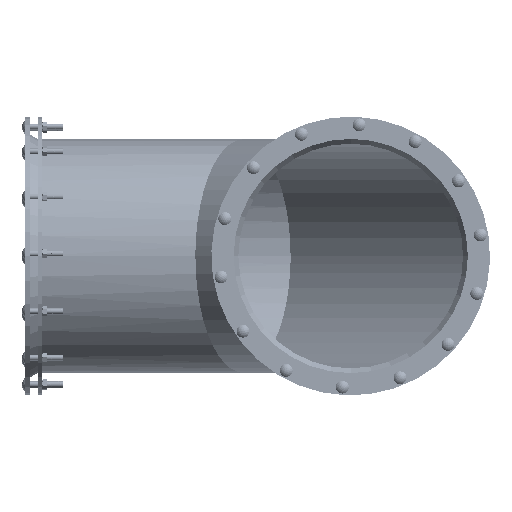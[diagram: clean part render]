
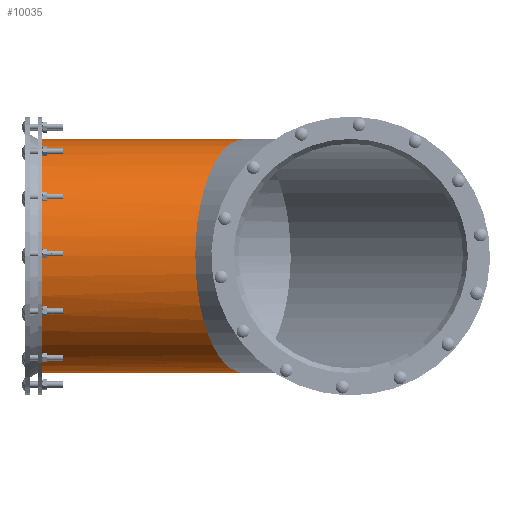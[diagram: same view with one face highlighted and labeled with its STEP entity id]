
A CAD part, front view. The second image highlights one B-rep face of the part: STEP entity #10035.
In plain terms, the highlighted cylindrical face has radius 194.31 mm (diameter 388.62 mm), a partial arc.
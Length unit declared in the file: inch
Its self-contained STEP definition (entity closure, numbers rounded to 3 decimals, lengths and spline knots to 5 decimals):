
#39 = DIRECTION ( 'NONE',  ( 1., 0., 0. ) ) ;
#385 = EDGE_CURVE ( 'NONE', #638, #10208, #6024, .T. ) ;
#390 = CARTESIAN_POINT ( 'NONE',  ( 10.33127, -7.65, 0. ) ) ;
#638 = VERTEX_POINT ( 'NONE', #16994 ) ;
#1123 = ORIENTED_EDGE ( 'NONE', *, *, #11489, .F. ) ;
#2034 = CARTESIAN_POINT ( 'NONE',  ( 13.5, 0., -7.65 ) ) ;
#2106 = DIRECTION ( 'NONE',  ( 1., 0., 0. ) ) ;
#2353 = EDGE_CURVE ( 'NONE', #7913, #12103, #6103, .T. ) ;
#2653 = AXIS2_PLACEMENT_3D ( 'NONE', #17530, #12075, #7900 ) ;
#3281 = CARTESIAN_POINT ( 'NONE',  ( 13.5, 0., 7.65 ) ) ;
#3463 = ORIENTED_EDGE ( 'NONE', *, *, #385, .F. ) ;
#3501 = EDGE_LOOP ( 'NONE', ( #10885, #15787, #7618, #3463, #1123 ) ) ;
#5320 = CARTESIAN_POINT ( 'NONE',  ( 11.6438, -4.48127, -7.65 ) ) ;
#5586 = CARTESIAN_POINT ( 'NONE',  ( 0., 0., 0. ) ) ;
#5745 = LINE ( 'NONE', #12419, #17139 ) ;
#6024 =( BOUNDED_CURVE ( )  B_SPLINE_CURVE ( 3, ( #13360, #8200, #5320, #10838 ),
 .UNSPECIFIED., .F., .T. ) 
 B_SPLINE_CURVE_WITH_KNOTS ( ( 4, 4 ),
 ( 3.14159, 4.71239 ),
 .UNSPECIFIED. ) 
 CURVE ( )  GEOMETRIC_REPRESENTATION_ITEM ( )  RATIONAL_B_SPLINE_CURVE ( ( 1., 0.805, 0.805, 1. ) ) 
 REPRESENTATION_ITEM ( '' )  );
#6103 = CIRCLE ( 'NONE', #15869, 7.65 ) ;
#6559 = CYLINDRICAL_SURFACE ( 'NONE', #2653, 7.65 ) ;
#7353 = CARTESIAN_POINT ( 'NONE',  ( 11.6438, -4.48127, 7.65 ) ) ;
#7448 = LINE ( 'NONE', #14468, #17144 ) ;
#7618 = ORIENTED_EDGE ( 'NONE', *, *, #12742, .T. ) ;
#7900 = DIRECTION ( 'NONE',  ( 0., 0., -1. ) ) ;
#7913 = VERTEX_POINT ( 'NONE', #12077 ) ;
#8044 = EDGE_CURVE ( 'NONE', #12103, #10954, #5745, .T. ) ;
#8200 = CARTESIAN_POINT ( 'NONE',  ( 10.33127, -7.65, -4.48127 ) ) ;
#10035 = ADVANCED_FACE ( 'NONE', ( #10723 ), #6559, .T. ) ;
#10208 = VERTEX_POINT ( 'NONE', #2034 ) ;
#10723 = FACE_OUTER_BOUND ( 'NONE', #3501, .T. ) ;
#10838 = CARTESIAN_POINT ( 'NONE',  ( 13.5, 0., -7.65 ) ) ;
#10885 = ORIENTED_EDGE ( 'NONE', *, *, #8044, .F. ) ;
#10954 = VERTEX_POINT ( 'NONE', #12288 ) ;
#11005 = DIRECTION ( 'NONE',  ( -1., 0., 0. ) ) ;
#11489 = EDGE_CURVE ( 'NONE', #10954, #638, #13663, .T. ) ;
#12075 = DIRECTION ( 'NONE',  ( 1., 0., 0. ) ) ;
#12077 = CARTESIAN_POINT ( 'NONE',  ( 0., 0., -7.65 ) ) ;
#12103 = VERTEX_POINT ( 'NONE', #13971 ) ;
#12288 = CARTESIAN_POINT ( 'NONE',  ( 13.5, 0., 7.65 ) ) ;
#12419 = CARTESIAN_POINT ( 'NONE',  ( 0., 0., 7.65 ) ) ;
#12439 = DIRECTION ( 'NONE',  ( 0., 0., 1. ) ) ;
#12742 = EDGE_CURVE ( 'NONE', #7913, #10208, #7448, .T. ) ;
#13360 = CARTESIAN_POINT ( 'NONE',  ( 10.33127, -7.65, 0. ) ) ;
#13663 =( BOUNDED_CURVE ( )  B_SPLINE_CURVE ( 3, ( #3281, #7353, #16981, #390 ),
 .UNSPECIFIED., .F., .T. ) 
 B_SPLINE_CURVE_WITH_KNOTS ( ( 4, 4 ),
 ( 1.5708, 3.14159 ),
 .UNSPECIFIED. ) 
 CURVE ( )  GEOMETRIC_REPRESENTATION_ITEM ( )  RATIONAL_B_SPLINE_CURVE ( ( 1., 0.805, 0.805, 1. ) ) 
 REPRESENTATION_ITEM ( '' )  );
#13971 = CARTESIAN_POINT ( 'NONE',  ( 0., 0., 7.65 ) ) ;
#14468 = CARTESIAN_POINT ( 'NONE',  ( 0., 0., -7.65 ) ) ;
#15787 = ORIENTED_EDGE ( 'NONE', *, *, #2353, .F. ) ;
#15869 = AXIS2_PLACEMENT_3D ( 'NONE', #5586, #11005, #12439 ) ;
#16981 = CARTESIAN_POINT ( 'NONE',  ( 10.33127, -7.65, 4.48127 ) ) ;
#16994 = CARTESIAN_POINT ( 'NONE',  ( 10.33127, -7.65, 0. ) ) ;
#17139 = VECTOR ( 'NONE', #39, 39.37008 ) ;
#17144 = VECTOR ( 'NONE', #2106, 39.37008 ) ;
#17530 = CARTESIAN_POINT ( 'NONE',  ( 0., 0., 0. ) ) ;
